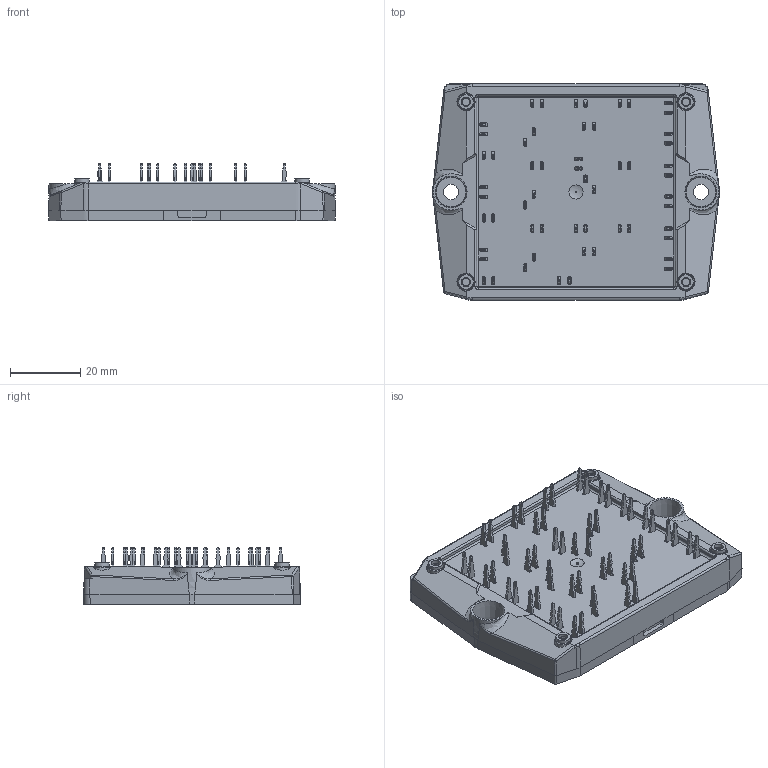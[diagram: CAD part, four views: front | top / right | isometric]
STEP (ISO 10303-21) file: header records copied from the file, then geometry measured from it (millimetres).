
FILE_DESCRIPTION(/* description */ ('Unknown'),/* implementation_level */ '2;1');
FILE_NAME(/* name */ 'FlowS3-4T120T-LR60(560)-01-OL',/* time_stamp */ '2021-01-14T16:39:25+01:00',/* author */ ('Unknown'),/* organization */ ('Unknown'),/* preprocessor_version */ 'ST-DEVELOPER v16.7',/* originating_system */ 'Solid Edge',/* authorisation */ 'Unknown');
FILE_SCHEMA (('AUTOMOTIVE_DESIGN {1 0 10303 214 3 1 1}'));
Products named in the file (1): FlowS3-4T120T-LR60-OL
Bounding box: 81.54 x 61.55 x 16.43 mm (x, y, z)
Volume: 41610 mm3; surface area: 20251.9 mm2
Topology: 1 solids, 1 shells, 3016 faces, 8184 edges, 5326 vertices
Faces by surface type: plane 1500, cylinder 934, cone 412, bspline 153, torus 9, sphere 8
Full cylindrical faces by diameter (mm): 0.5 x1, 2.609 x4, 4 x1, 4.082 x4, 4.4 x2, 10.4 x2
Entity records: 122438 total; most frequent: CARTESIAN_POINT 25928, ORIENTED_EDGE 16204, DIRECTION 15252, EDGE_CURVE 8102, AXIS2_PLACEMENT_3D 5306, VERTEX_POINT 5298, LINE 4640, VECTOR 4640
